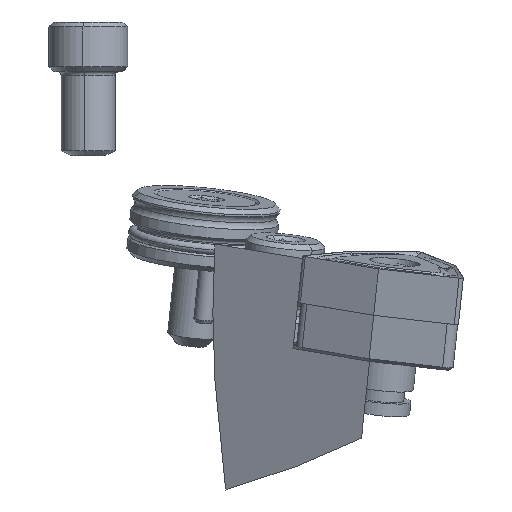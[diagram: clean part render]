
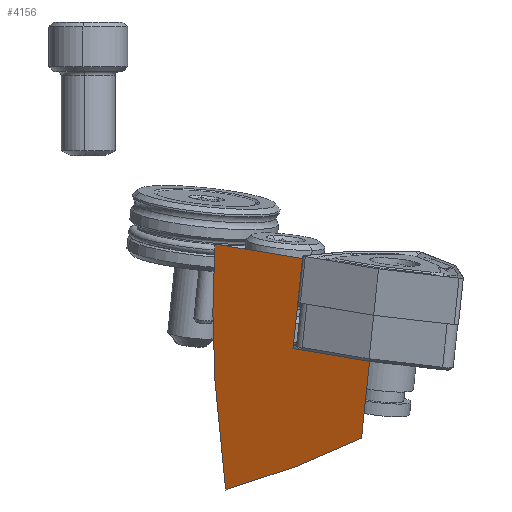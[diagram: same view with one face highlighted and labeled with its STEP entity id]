
A CAD part, top view. The second image highlights one B-rep face of the part: STEP entity #4156.
In plain terms, the highlighted planar face has unit normal (-0.42, -0.083, 0.904).
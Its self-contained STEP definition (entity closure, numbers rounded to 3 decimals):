
#107 = DIRECTION ( 'NONE',  ( -0.901, 0.152, -0.405 ) ) ;
#194 = DIRECTION ( 'NONE',  ( 0.104, 0.985, 0.138 ) ) ;
#331 = ORIENTED_EDGE ( 'NONE', *, *, #4446, .T. ) ;
#381 = DIRECTION ( 'NONE',  ( 0.907, 0., 0.422 ) ) ;
#468 = CARTESIAN_POINT ( 'NONE',  ( 59.71, -16.109, 41.709 ) ) ;
#487 = CARTESIAN_POINT ( 'NONE',  ( 44.704, -0.64, 36.145 ) ) ;
#496 = ORIENTED_EDGE ( 'NONE', *, *, #3892, .T. ) ;
#512 = CARTESIAN_POINT ( 'NONE',  ( 44.683, -4.789, 35.756 ) ) ;
#847 = VERTEX_POINT ( 'NONE', #1953 ) ;
#1079 = CARTESIAN_POINT ( 'NONE',  ( 51.04, -19.871, 37.33 ) ) ;
#1216 = CARTESIAN_POINT ( 'NONE',  ( 44.729, -6.862, 35.587 ) ) ;
#1241 = CARTESIAN_POINT ( 'NONE',  ( 45.982, -21.343, 34.842 ) ) ;
#1520 = VERTEX_POINT ( 'NONE', #3671 ) ;
#1659 = CARTESIAN_POINT ( 'NONE',  ( 52.789, -7.058, 39.318 ) ) ;
#1754 = LINE ( 'NONE', #3576, #8234 ) ;
#1953 = CARTESIAN_POINT ( 'NONE',  ( 52.789, -7.058, 39.318 ) ) ;
#1958 = CARTESIAN_POINT ( 'NONE',  ( 45.024, -13.076, 35.154 ) ) ;
#2061 = VERTEX_POINT ( 'NONE', #2135 ) ;
#2135 = CARTESIAN_POINT ( 'NONE',  ( 44.889, 3.514, 36.612 ) ) ;
#2378 = VECTOR ( 'NONE', #4485, 1000. ) ;
#2385 =( BOUNDED_CURVE ( )  B_SPLINE_CURVE ( 3, ( #468, #2510, #1079, #8403 ),
 .UNSPECIFIED., .F., .F. ) 
 B_SPLINE_CURVE_WITH_KNOTS ( ( 4, 4 ),
 ( 0.711, 0.945 ),
 .UNSPECIFIED. ) 
 CURVE ( )  GEOMETRIC_REPRESENTATION_ITEM ( )  RATIONAL_B_SPLINE_CURVE ( ( 1., 0.995, 0.995, 1. ) ) 
 REPRESENTATION_ITEM ( '' )  );
#2510 = CARTESIAN_POINT ( 'NONE',  ( 55.637, -18.118, 39.63 ) ) ;
#2808 = DIRECTION ( 'NONE',  ( -0.901, 0.152, -0.405 ) ) ;
#2909 = LINE ( 'NONE', #1659, #8148 ) ;
#2920 = EDGE_CURVE ( 'NONE', #847, #8400, #2909, .T. ) ;
#3069 = CARTESIAN_POINT ( 'NONE',  ( 54.537, -65.335, 34.791 ) ) ;
#3290 = CARTESIAN_POINT ( 'NONE',  ( 44.77, 1.436, 36.366 ) ) ;
#3414 = ORIENTED_EDGE ( 'NONE', *, *, #4226, .F. ) ;
#3576 = CARTESIAN_POINT ( 'NONE',  ( 55.822, -7.568, 40.682 ) ) ;
#3594 = EDGE_CURVE ( 'NONE', #7072, #1520, #2385, .T. ) ;
#3637 = CARTESIAN_POINT ( 'NONE',  ( 54.537, -65.335, 34.791 ) ) ;
#3671 = CARTESIAN_POINT ( 'NONE',  ( 45.982, -21.343, 34.842 ) ) ;
#3745 = LINE ( 'NONE', #3637, #2378 ) ;
#3892 = EDGE_CURVE ( 'NONE', #6793, #847, #1754, .T. ) ;
#3894 = CARTESIAN_POINT ( 'NONE',  ( 44.889, 3.514, 36.612 ) ) ;
#4066 = EDGE_CURVE ( 'NONE', #7072, #6793, #3745, .T. ) ;
#4156 = ADVANCED_FACE ( 'NONE', ( #5741 ), #7828, .T. ) ;
#4226 = EDGE_CURVE ( 'NONE', #1520, #2061, #8124, .T. ) ;
#4446 = EDGE_CURVE ( 'NONE', #8400, #2061, #8429, .T. ) ;
#4485 = DIRECTION ( 'NONE',  ( 0.104, 0.985, 0.138 ) ) ;
#4541 = CARTESIAN_POINT ( 'NONE',  ( 60.525, -8.36, 42.798 ) ) ;
#5013 = EDGE_LOOP ( 'NONE', ( #7791, #8105, #496, #6316, #331, #3414 ) ) ;
#5337 = CARTESIAN_POINT ( 'NONE',  ( 53.744, 2.023, 40.595 ) ) ;
#5741 = FACE_OUTER_BOUND ( 'NONE', #5013, .T. ) ;
#6316 = ORIENTED_EDGE ( 'NONE', *, *, #2920, .T. ) ;
#6667 = CARTESIAN_POINT ( 'NONE',  ( 45.431, -17.211, 34.965 ) ) ;
#6793 = VERTEX_POINT ( 'NONE', #4541 ) ;
#6843 = CARTESIAN_POINT ( 'NONE',  ( 34.853, 5.203, 32.098 ) ) ;
#7072 = VERTEX_POINT ( 'NONE', #7535 ) ;
#7535 = CARTESIAN_POINT ( 'NONE',  ( 59.71, -16.109, 41.709 ) ) ;
#7770 = DIRECTION ( 'NONE',  ( -0.42, -0.083, 0.904 ) ) ;
#7791 = ORIENTED_EDGE ( 'NONE', *, *, #3594, .F. ) ;
#7828 = PLANE ( 'NONE',  #8553 ) ;
#8105 = ORIENTED_EDGE ( 'NONE', *, *, #4066, .T. ) ;
#8122 = VECTOR ( 'NONE', #107, 1000. ) ;
#8124 = B_SPLINE_CURVE_WITH_KNOTS ( 'NONE', 3,
 ( #1241, #6667, #1958, #1216, #512, #487, #3290, #3894 ),
 .UNSPECIFIED., .F., .F.,
 ( 4, 2, 2, 4 ),
 ( 0.006, 0.019, 0.025, 0.031 ),
 .UNSPECIFIED. ) ;
#8148 = VECTOR ( 'NONE', #194, 1000. ) ;
#8234 = VECTOR ( 'NONE', #2808, 1000. ) ;
#8400 = VERTEX_POINT ( 'NONE', #5337 ) ;
#8403 = CARTESIAN_POINT ( 'NONE',  ( 45.982, -21.343, 34.842 ) ) ;
#8429 = LINE ( 'NONE', #6843, #8122 ) ;
#8553 = AXIS2_PLACEMENT_3D ( 'NONE', #3069, #7770, #381 ) ;
